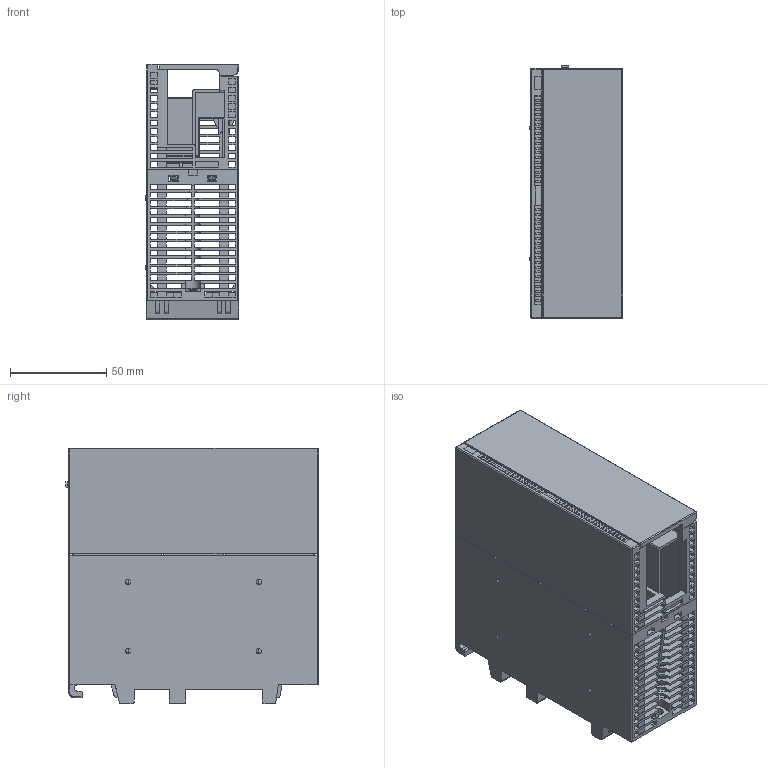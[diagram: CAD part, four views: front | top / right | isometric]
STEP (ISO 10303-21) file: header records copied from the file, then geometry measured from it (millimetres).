
FILE_DESCRIPTION(/* description */ (''),/* implementation_level */ '2;1');
FILE_NAME(/* name */ 'XG2-26T4',/* time_stamp */ '2020-12-22T17:59:58+08:00',/* author */ (''),/* organization */ (''),/* preprocessor_version */ 'ST-DEVELOPER v15',/* originating_system */ '',/* authorisation */ '');
FILE_SCHEMA (('AUTOMOTIVE_DESIGN'));
Products named in the file (1): Document
Bounding box: 48.9 x 131.5 x 133.3 mm (x, y, z)
Volume: 14634.4 mm3; surface area: 165339.1 mm2
Topology: 5 solids, 7 shells, 2850 faces, 9051 edges, 5999 vertices
Faces by surface type: plane 2195, bspline 655
Entity records: 100130 total; most frequent: CARTESIAN_POINT 43418, ORIENTED_EDGE 18025, EDGE_CURVE 9028, B_SPLINE_CURVE_WITH_KNOTS 7829, VERTEX_POINT 6000, EDGE_LOOP 3149, ADVANCED_FACE 2848, FACE_OUTER_BOUND 2848
